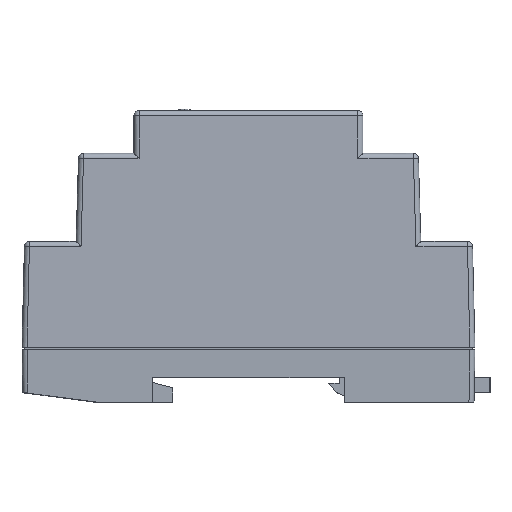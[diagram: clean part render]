
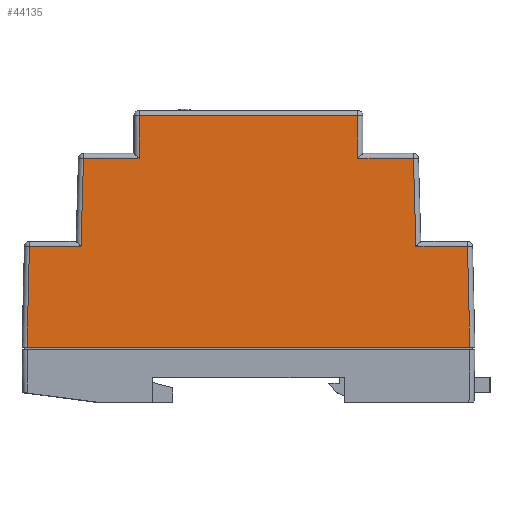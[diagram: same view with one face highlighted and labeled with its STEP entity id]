
A CAD part, top view. The second image highlights one B-rep face of the part: STEP entity #44135.
In plain terms, the highlighted planar face has unit normal (0, 0.018, 1).
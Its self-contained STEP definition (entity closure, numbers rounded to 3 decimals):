
#497 = CARTESIAN_POINT ( 'NONE',  ( -34.009, -5.571, -0.007 ) ) ;
#917 = VECTOR ( 'NONE', #39911, 1000. ) ;
#1053 = EDGE_CURVE ( 'NONE', #36420, #47943, #5729, .T. ) ;
#1247 = ORIENTED_EDGE ( 'NONE', *, *, #45711, .T. ) ;
#1432 = CARTESIAN_POINT ( 'NONE',  ( -21.75, 37.517, -0.76 ) ) ;
#2012 = ORIENTED_EDGE ( 'NONE', *, *, #42638, .T. ) ;
#3558 = CARTESIAN_POINT ( 'NONE',  ( 43.524, 20.017, -0.454 ) ) ;
#3814 = PLANE ( 'NONE',  #4190 ) ;
#4190 = AXIS2_PLACEMENT_3D ( 'NONE', #19561, #31415, #7750 ) ;
#5600 = VERTEX_POINT ( 'NONE', #6949 ) ;
#5729 = LINE ( 'NONE', #14729, #26689 ) ;
#6949 = CARTESIAN_POINT ( 'NONE',  ( -21.75, 46.017, -0.908 ) ) ;
#7473 = DIRECTION ( 'NONE',  ( 1., 0., 0. ) ) ;
#7599 = DIRECTION ( 'NONE',  ( -0.029, 0.999, -0.017 ) ) ;
#7651 = CARTESIAN_POINT ( 'NONE',  ( 0., 0., -0.105 ) ) ;
#7750 = DIRECTION ( 'NONE',  ( 0., -1., 0.017 ) ) ;
#8230 = VERTEX_POINT ( 'NONE', #3558 ) ;
#9957 = VERTEX_POINT ( 'NONE', #21388 ) ;
#10220 = ORIENTED_EDGE ( 'NONE', *, *, #30647, .T. ) ;
#10353 = LINE ( 'NONE', #497, #51180 ) ;
#10781 = ORIENTED_EDGE ( 'NONE', *, *, #1053, .T. ) ;
#10787 = CARTESIAN_POINT ( 'NONE',  ( 33.278, 20.017, -0.454 ) ) ;
#11078 = DIRECTION ( 'NONE',  ( 0., -1., 0.017 ) ) ;
#11211 = CARTESIAN_POINT ( 'NONE',  ( 22.75, 37.517, -0.76 ) ) ;
#11693 = EDGE_CURVE ( 'NONE', #8230, #34118, #44322, .T. ) ;
#11794 = CARTESIAN_POINT ( 'NONE',  ( 34.25, 20.017, -0.454 ) ) ;
#11974 = DIRECTION ( 'NONE',  ( -1., 0., 0. ) ) ;
#11989 = ORIENTED_EDGE ( 'NONE', *, *, #47849, .T. ) ;
#12016 = ORIENTED_EDGE ( 'NONE', *, *, #46751, .T. ) ;
#12312 = LINE ( 'NONE', #17009, #21636 ) ;
#12380 = CARTESIAN_POINT ( 'NONE',  ( 21.75, 47., -0.925 ) ) ;
#13030 = DIRECTION ( 'NONE',  ( -1., 0., 0. ) ) ;
#13459 = EDGE_LOOP ( 'NONE', ( #11989, #24849, #26046, #43273, #12016, #18555, #38461, #2012, #10781, #35869, #1247, #10220 ) ) ;
#13477 = VERTEX_POINT ( 'NONE', #30336 ) ;
#14729 = CARTESIAN_POINT ( 'NONE',  ( -19., 37.517, -0.76 ) ) ;
#15276 = VERTEX_POINT ( 'NONE', #35314 ) ;
#15655 = VECTOR ( 'NONE', #18348, 1000. ) ;
#15855 = VECTOR ( 'NONE', #7473, 1000. ) ;
#17009 = CARTESIAN_POINT ( 'NONE',  ( -22.75, 46.017, -0.908 ) ) ;
#17346 = VECTOR ( 'NONE', #38880, 1000. ) ;
#17517 = LINE ( 'NONE', #29870, #47803 ) ;
#17646 = DIRECTION ( 'NONE',  ( -0.024, 1., -0.017 ) ) ;
#18309 = LINE ( 'NONE', #35270, #28776 ) ;
#18348 = DIRECTION ( 'NONE',  ( -1., 0., 0. ) ) ;
#18555 = ORIENTED_EDGE ( 'NONE', *, *, #32998, .T. ) ;
#19081 = CARTESIAN_POINT ( 'NONE',  ( -21.75, -6., 0. ) ) ;
#19452 = EDGE_CURVE ( 'NONE', #34118, #39713, #18309, .T. ) ;
#19561 = CARTESIAN_POINT ( 'NONE',  ( -19., -6., 0. ) ) ;
#20799 = DIRECTION ( 'NONE',  ( -0.024, -1., 0.017 ) ) ;
#21388 = CARTESIAN_POINT ( 'NONE',  ( -44., 0., -0.105 ) ) ;
#21636 = VECTOR ( 'NONE', #13030, 1000. ) ;
#22307 = CARTESIAN_POINT ( 'NONE',  ( -19., 20.017, -0.454 ) ) ;
#23312 = VECTOR ( 'NONE', #11974, 1000. ) ;
#24037 = EDGE_CURVE ( 'NONE', #42755, #5600, #12312, .T. ) ;
#24360 = VERTEX_POINT ( 'NONE', #31121 ) ;
#24849 = ORIENTED_EDGE ( 'NONE', *, *, #33361, .T. ) ;
#26046 = ORIENTED_EDGE ( 'NONE', *, *, #11693, .T. ) ;
#26521 = FACE_OUTER_BOUND ( 'NONE', #13459, .T. ) ;
#26689 = VECTOR ( 'NONE', #42385, 1000. ) ;
#27828 = VERTEX_POINT ( 'NONE', #46615 ) ;
#28575 = LINE ( 'NONE', #44780, #48384 ) ;
#28776 = VECTOR ( 'NONE', #7599, 1000. ) ;
#29870 = CARTESIAN_POINT ( 'NONE',  ( 43.501, 20.976, -0.471 ) ) ;
#30336 = CARTESIAN_POINT ( 'NONE',  ( 21.75, 37.517, -0.76 ) ) ;
#30647 = EDGE_CURVE ( 'NONE', #24360, #9957, #28575, .T. ) ;
#31121 = CARTESIAN_POINT ( 'NONE',  ( -43.524, 20.017, -0.454 ) ) ;
#31415 = DIRECTION ( 'NONE',  ( 0., 0.017, 1. ) ) ;
#31835 = CARTESIAN_POINT ( 'NONE',  ( -32.778, 37.517, -0.76 ) ) ;
#32390 = LINE ( 'NONE', #12380, #917 ) ;
#32998 = EDGE_CURVE ( 'NONE', #13477, #42755, #32390, .T. ) ;
#33361 = EDGE_CURVE ( 'NONE', #27828, #8230, #17517, .T. ) ;
#34118 = VERTEX_POINT ( 'NONE', #10787 ) ;
#34344 = VECTOR ( 'NONE', #11078, 1000. ) ;
#35270 = CARTESIAN_POINT ( 'NONE',  ( 32.751, 38.471, -0.776 ) ) ;
#35314 = CARTESIAN_POINT ( 'NONE',  ( -33.278, 20.017, -0.454 ) ) ;
#35575 = LINE ( 'NONE', #19081, #34344 ) ;
#35869 = ORIENTED_EDGE ( 'NONE', *, *, #50944, .T. ) ;
#36068 = DIRECTION ( 'NONE',  ( -0.029, -0.999, 0.017 ) ) ;
#36420 = VERTEX_POINT ( 'NONE', #1432 ) ;
#36666 = LINE ( 'NONE', #22307, #15655 ) ;
#38461 = ORIENTED_EDGE ( 'NONE', *, *, #24037, .T. ) ;
#38880 = DIRECTION ( 'NONE',  ( -1., 0., 0. ) ) ;
#39713 = VERTEX_POINT ( 'NONE', #43604 ) ;
#39911 = DIRECTION ( 'NONE',  ( 0., 1., -0.017 ) ) ;
#42385 = DIRECTION ( 'NONE',  ( -1., 0., 0. ) ) ;
#42638 = EDGE_CURVE ( 'NONE', #5600, #36420, #35575, .T. ) ;
#42755 = VERTEX_POINT ( 'NONE', #47367 ) ;
#43273 = ORIENTED_EDGE ( 'NONE', *, *, #19452, .T. ) ;
#43604 = CARTESIAN_POINT ( 'NONE',  ( 32.778, 37.517, -0.76 ) ) ;
#44135 = ADVANCED_FACE ( 'NONE', ( #26521 ), #3814, .T. ) ;
#44322 = LINE ( 'NONE', #11794, #23312 ) ;
#44780 = CARTESIAN_POINT ( 'NONE',  ( -44.129, -5.402, -0.01 ) ) ;
#45711 = EDGE_CURVE ( 'NONE', #15276, #24360, #36666, .T. ) ;
#46157 = LINE ( 'NONE', #7651, #15855 ) ;
#46615 = CARTESIAN_POINT ( 'NONE',  ( 44., 0., -0.105 ) ) ;
#46751 = EDGE_CURVE ( 'NONE', #39713, #13477, #47639, .T. ) ;
#47367 = CARTESIAN_POINT ( 'NONE',  ( 21.75, 46.017, -0.908 ) ) ;
#47639 = LINE ( 'NONE', #11211, #17346 ) ;
#47803 = VECTOR ( 'NONE', #17646, 1000. ) ;
#47849 = EDGE_CURVE ( 'NONE', #9957, #27828, #46157, .T. ) ;
#47943 = VERTEX_POINT ( 'NONE', #31835 ) ;
#48384 = VECTOR ( 'NONE', #20799, 1000. ) ;
#50944 = EDGE_CURVE ( 'NONE', #47943, #15276, #10353, .T. ) ;
#51180 = VECTOR ( 'NONE', #36068, 1000. ) ;
